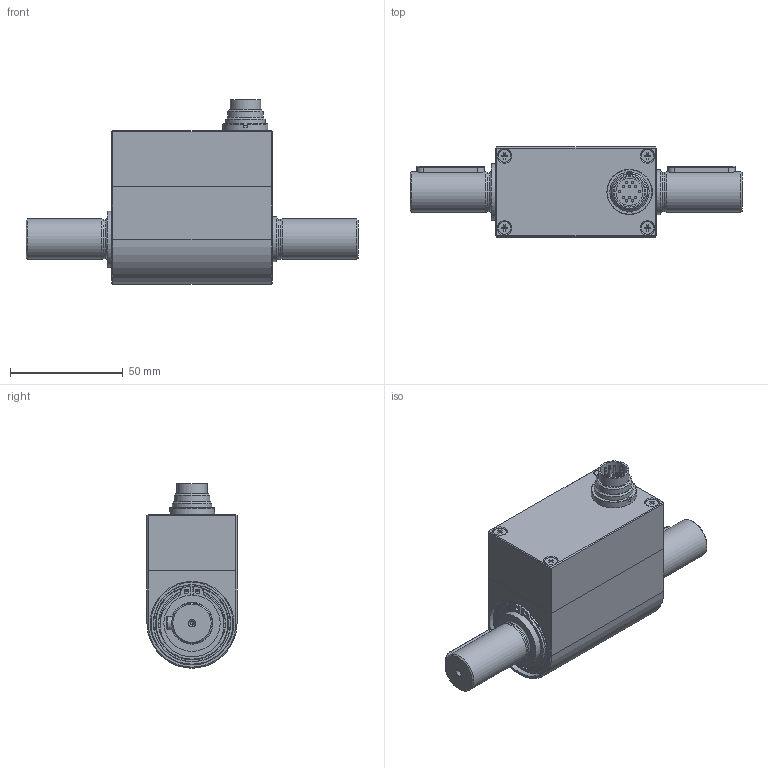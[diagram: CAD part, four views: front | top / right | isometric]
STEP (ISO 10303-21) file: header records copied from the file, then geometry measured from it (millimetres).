
FILE_DESCRIPTION( ( 'Unknown' ), '1' );
FILE_NAME( '2320-Z02_DOC-00104082.stp', 'Unknown', ( 'Unknown' ), ( 'Unknown' ), 'PSStep 17.0.49', 'Unknown', ' ' );
FILE_SCHEMA( ( 'AUTOMOTIVE_DESIGN { 1 0 10303 214 1 1 1 1 }' ) );
Length unit declared in the file: millimetre
Products named in the file (28): 2318-B01_Gehäusedeckel_DOC-00070626; 2318-001_DOC-00070613; Senkschraube DIN 965-M3x30-H; Senkschraube DIN 965-M3x30-H-oa0; Senkschraube DIN 965-M3x30-H-oa1; Senkschraube DIN 965-M3x30-H-oa2; 2531-B09_DOC-00098055; ina-25x37x7-61805 2z; sicherungsring din 471-20x1,2-t1; sicherungsring din 471-25x1,2-t1; 2531-009_Welle_DOC-00069362; Paßfeder A6x6x30 DIN 6885_DOC-00070061; Paßfeder A6x6x30 DIN 6885_DOC-00070061-oa3; 2155-b03_doc-00037909; 2155-002_doc-00037341; Sicherungsring DIN 472-32x1,2-T1; INA-20x32x7-61804 2RS; Assem1; flanschstecker 12-polig serie 723; mutter_09-0323-89-06_DOC-00067592
Assembly tree (27 placements, depth 3):
  Assem1
    flanschstecker 12-polig serie 723
    mutter_09-0323-89-06_DOC-00067592
    2155-b03_doc-00037909
      2155-002_doc-00037341
      Sicherungsring DIN 472-32x1,2-T1
      INA-20x32x7-61804 2RS
      INA-20x32x7-61804 2RS
      INA-20x32x7-61804 2RS
      INA-20x32x7-61804 2RS
      INA-20x32x7-61804 2RS
    2318-B01_Gehäusedeckel_DOC-00070626
      2318-001_DOC-00070613
      Senkschraube DIN 965-M3x30-H
      Senkschraube DIN 965-M3x30-H-oa0
      Senkschraube DIN 965-M3x30-H-oa1
      Senkschraube DIN 965-M3x30-H-oa2
    2531-B09_DOC-00098055
      ina-25x37x7-61805 2z
      ina-25x37x7-61805 2z
      ina-25x37x7-61805 2z
      ina-25x37x7-61805 2z
      ina-25x37x7-61805 2z
      sicherungsring din 471-20x1,2-t1
      sicherungsring din 471-25x1,2-t1
      2531-009_Welle_DOC-00069362
      Paßfeder A6x6x30 DIN 6885_DOC-00070061
      Paßfeder A6x6x30 DIN 6885_DOC-00070061-oa3
Bounding box: 147.5 x 40 x 81.95 mm (x, y, z)
Volume: 159583.4 mm3; surface area: 63904 mm2
Topology: 24 solids, 26 shells, 448 faces, 962 edges, 621 vertices
Faces by surface type: plane 207, cylinder 167, cone 44, torus 30
Full cylindrical faces by diameter (mm): 1 x24, 1.6 x2, 2 x4, 2.387 x4, 2.5 x2, 3 x4, 3.242 x4, 3.4 x4, 5.6 x4, 12 x1, 13.5 x1, 15 x1, 15.875 x1, 17.188 x1, 17.4 x1, 17.462 x1, 17.6 x1, 17.8 x1, 18 x2, 19 x1, 20 x5, 22 x1, 23.9 x1, 24.031 x2, 25 x3, 28.5 x2, 29.02 x4, 29.48 x2, 29.5 x2, 29.64 x2
Entity records: 15150 total; most frequent: DIRECTION 2082, CARTESIAN_POINT 1933, ORIENTED_EDGE 1480, AXIS2_PLACEMENT_3D 871, EDGE_CURVE 740, EDGE_LOOP 714, VERTEX_POINT 578, FACE_OUTER_BOUND 569
